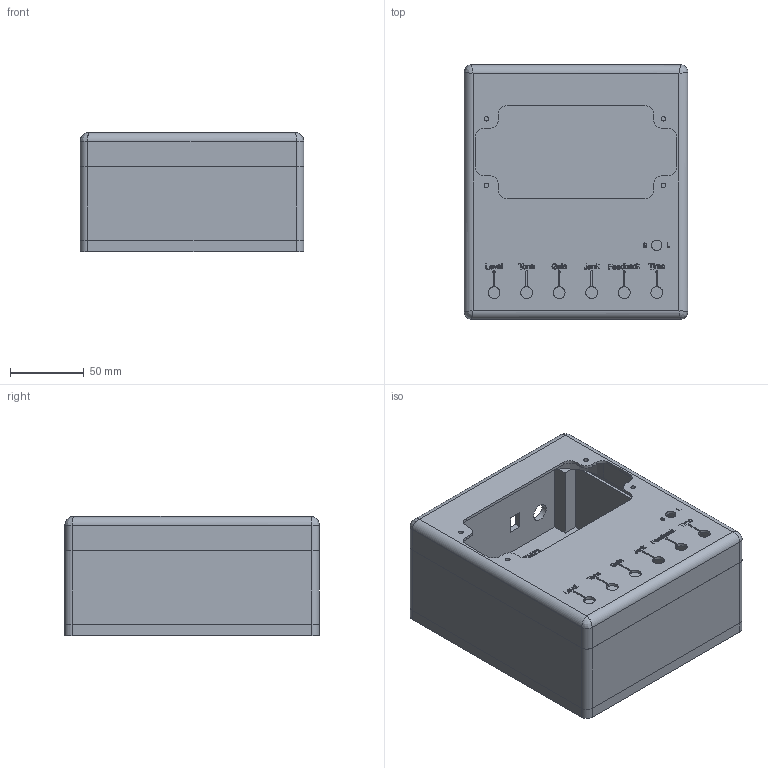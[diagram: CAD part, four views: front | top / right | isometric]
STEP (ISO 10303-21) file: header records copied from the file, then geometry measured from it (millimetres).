
FILE_DESCRIPTION(/* description */ (''),/* implementation_level */ '2;1');
FILE_NAME(/* name */ 'Janky Tape Echo MkII - Revised.step',/* time_stamp */ '2023-04-05T22:07:05-07:00',/* author */ (''),/* organization */ (''),/* preprocessor_version */ 'ST-DEVELOPER v19.2',/* originating_system */ 'Autodesk Translation Framework v11.17.0.187',/* authorisation */ '');
FILE_SCHEMA (('AUTOMOTIVE_DESIGN { 1 0 10303 214 3 1 1 }'));
Length unit declared in the file: millimetre
Products named in the file (4): Janky Tape Echo MkII; EnclosureBottomPlate; EnclosureBody; EnclosureLid
Assembly tree (3 placements, depth 2):
  Janky Tape Echo MkII
    EnclosureBottomPlate
    EnclosureBody
    EnclosureLid
Bounding box: 151.21 x 172.12 x 80.5 mm (x, y, z)
Volume: 490994.4 mm3; surface area: 195185.8 mm2
Topology: 3 solids, 3 shells, 1178 faces, 3266 edges, 2168 vertices
Faces by surface type: bspline 559, plane 545, cylinder 74
Full cylindrical faces by diameter (mm): 3 x4, 4 x9, 6 x4, 7 x1, 7.5 x4, 8 x6, 12 x3
Entity records: 42773 total; most frequent: CARTESIAN_POINT 16192, ORIENTED_EDGE 6500, DIRECTION 3554, EDGE_CURVE 3250, VERTEX_POINT 2162, LINE 1978, VECTOR 1978, EDGE_LOOP 1312
